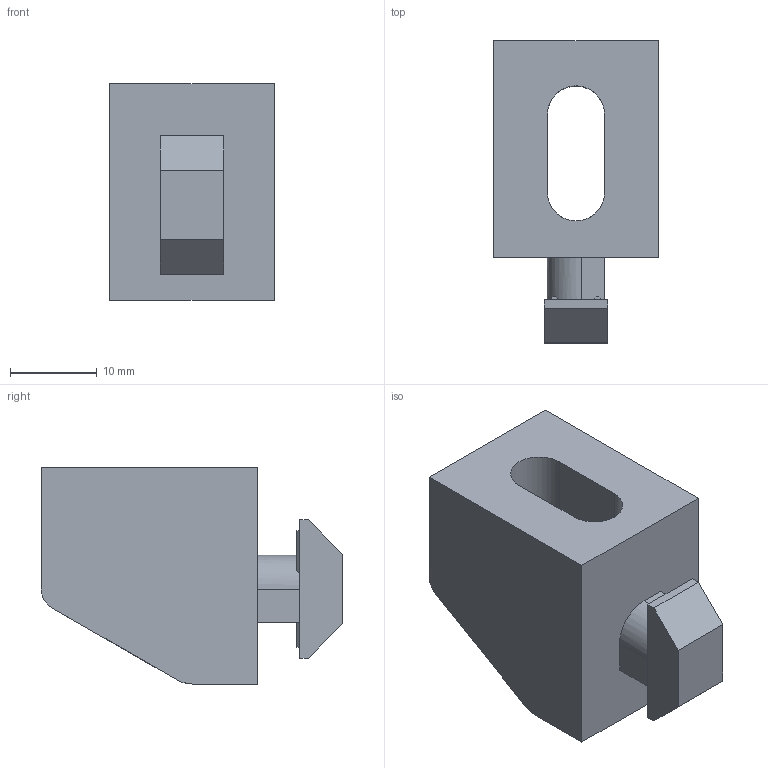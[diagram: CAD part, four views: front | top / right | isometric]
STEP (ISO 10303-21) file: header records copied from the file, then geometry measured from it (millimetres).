
FILE_DESCRIPTION (( 'STEP AP214' ), '1' );
FILE_NAME ('094080m5.STEP', '2014-08-27T12:58:05', ( '' ), ( '' ), 'SwSTEP 2.0', 'SolidWorks 2014', '' );
FILE_SCHEMA (( 'AUTOMOTIVE_DESIGN' ));
Length unit declared in the file: millimetre
Products named in the file (1): 094080m5
Bounding box: 19 x 34.9 x 25 mm (x, y, z)
Volume: 8934.1 mm3; surface area: 3963.3 mm2
Topology: 1 solids, 1 shells, 45 faces, 126 edges, 84 vertices
Faces by surface type: plane 33, cylinder 12
Entity records: 1984 total; most frequent: CARTESIAN_POINT 287, ORIENTED_EDGE 252, DIRECTION 232, EDGE_CURVE 126, VECTOR 94, LINE 94, VERTEX_POINT 84, AXIS2_PLACEMENT_3D 69
